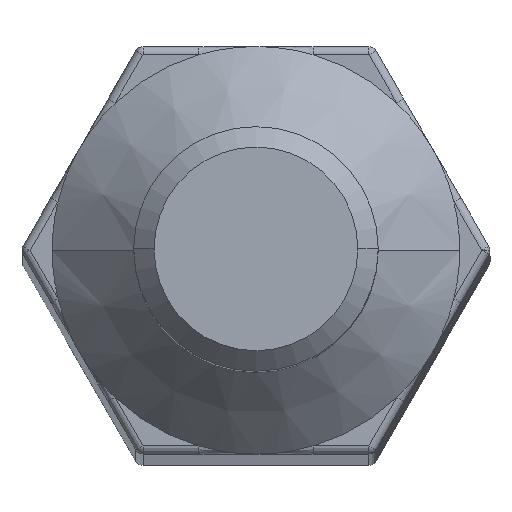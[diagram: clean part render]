
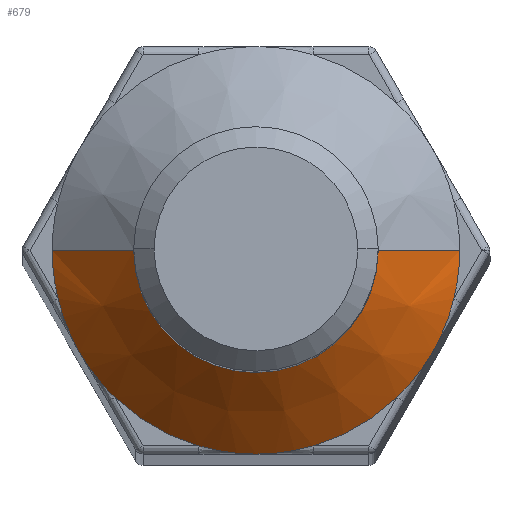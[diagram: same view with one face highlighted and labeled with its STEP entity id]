
A CAD part, top view. The second image highlights one B-rep face of the part: STEP entity #679.
In plain terms, the highlighted conical face has half-angle 45 degrees and reference radius 1.5 mm.
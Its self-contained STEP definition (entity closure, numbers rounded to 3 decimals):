
#31 = CIRCLE ( 'NONE', #673, 2.5 ) ;
#40 = EDGE_CURVE ( 'NONE', #985, #701, #392, .T. ) ;
#51 = AXIS2_PLACEMENT_3D ( 'NONE', #925, #2172, #1140 ) ;
#62 = CIRCLE ( 'NONE', #938, 2.5 ) ;
#74 = ORIENTED_EDGE ( 'NONE', *, *, #936, .T. ) ;
#86 = CARTESIAN_POINT ( 'NONE',  ( 2.428, -0.594, 0. ) ) ;
#93 = DIRECTION ( 'NONE',  ( -1., 0., 0. ) ) ;
#94 = DIRECTION ( 'NONE',  ( 0., 0., -1. ) ) ;
#100 = CARTESIAN_POINT ( 'NONE',  ( 0., 0., 1. ) ) ;
#111 = CARTESIAN_POINT ( 'NONE',  ( 0., 0., 0. ) ) ;
#129 = ORIENTED_EDGE ( 'NONE', *, *, #1863, .T. ) ;
#149 = CARTESIAN_POINT ( 'NONE',  ( 0., 0., 0. ) ) ;
#156 = VERTEX_POINT ( 'NONE', #466 ) ;
#171 = AXIS2_PLACEMENT_3D ( 'NONE', #245, #1560, #420 ) ;
#174 = AXIS2_PLACEMENT_3D ( 'NONE', #1732, #558, #1894 ) ;
#184 = CARTESIAN_POINT ( 'NONE',  ( 0., 0., 0. ) ) ;
#199 = AXIS2_PLACEMENT_3D ( 'NONE', #225, #1531, #399 ) ;
#205 = CARTESIAN_POINT ( 'NONE',  ( 0., 0., 0. ) ) ;
#213 = AXIS2_PLACEMENT_3D ( 'NONE', #205, #1510, #376 ) ;
#225 = CARTESIAN_POINT ( 'NONE',  ( 0., 0., 0. ) ) ;
#232 = EDGE_LOOP ( 'NONE', ( #2065, #1892, #728, #1956, #784, #857, #2221, #818, #2248, #129, #1204, #74, #397 ) ) ;
#245 = CARTESIAN_POINT ( 'NONE',  ( 0., 0., 0. ) ) ;
#249 = EDGE_CURVE ( 'NONE', #1793, #156, #62, .T. ) ;
#263 = CIRCLE ( 'NONE', #585, 2.5 ) ;
#270 = CARTESIAN_POINT ( 'NONE',  ( 1.728, -1.806, 0. ) ) ;
#272 = LINE ( 'NONE', #1061, #299 ) ;
#278 = DIRECTION ( 'NONE',  ( 1., 0., 0. ) ) ;
#299 = VECTOR ( 'NONE', #501, 1000. ) ;
#314 = DIRECTION ( 'NONE',  ( 0., 0., 1. ) ) ;
#315 = DIRECTION ( 'NONE',  ( 1., 0., 0. ) ) ;
#316 = EDGE_CURVE ( 'NONE', #717, #1793, #31, .T. ) ;
#326 = DIRECTION ( 'NONE',  ( 0.707, 0., -0.707 ) ) ;
#352 = DIRECTION ( 'NONE',  ( 1., 0., 0. ) ) ;
#376 = DIRECTION ( 'NONE',  ( 1., 0., 0. ) ) ;
#392 = CIRCLE ( 'NONE', #1444, 1.5 ) ;
#397 = ORIENTED_EDGE ( 'NONE', *, *, #1802, .T. ) ;
#399 = DIRECTION ( 'NONE',  ( 1., 0., 0. ) ) ;
#420 = DIRECTION ( 'NONE',  ( 1., 0., 0. ) ) ;
#435 = CONICAL_SURFACE ( 'NONE', #1871, 1.5, 0.785 ) ;
#440 = CARTESIAN_POINT ( 'NONE',  ( -2.5, 0., 0. ) ) ;
#466 = CARTESIAN_POINT ( 'NONE',  ( 0.7, -2.4, 0. ) ) ;
#478 = DIRECTION ( 'NONE',  ( 0., 0., 1. ) ) ;
#494 = EDGE_CURVE ( 'NONE', #1318, #982, #263, .T. ) ;
#501 = DIRECTION ( 'NONE',  ( -0.707, 0., -0.707 ) ) ;
#546 = DIRECTION ( 'NONE',  ( 0., 0., -1. ) ) ;
#558 = DIRECTION ( 'NONE',  ( 0., 0., 1. ) ) ;
#585 = AXIS2_PLACEMENT_3D ( 'NONE', #184, #1483, #352 ) ;
#603 = CIRCLE ( 'NONE', #213, 2.5 ) ;
#667 = VERTEX_POINT ( 'NONE', #918 ) ;
#673 = AXIS2_PLACEMENT_3D ( 'NONE', #1440, #314, #1651 ) ;
#679 = ADVANCED_FACE ( 'NONE', ( #739 ), #435, .T. ) ;
#701 = VERTEX_POINT ( 'NONE', #1562 ) ;
#717 = VERTEX_POINT ( 'NONE', #1576 ) ;
#718 = DIRECTION ( 'NONE',  ( -1., 0., 0. ) ) ;
#724 = VERTEX_POINT ( 'NONE', #86 ) ;
#728 = ORIENTED_EDGE ( 'NONE', *, *, #1910, .T. ) ;
#739 = FACE_OUTER_BOUND ( 'NONE', #232, .T. ) ;
#748 = VERTEX_POINT ( 'NONE', #270 ) ;
#784 = ORIENTED_EDGE ( 'NONE', *, *, #901, .T. ) ;
#818 = ORIENTED_EDGE ( 'NONE', *, *, #316, .T. ) ;
#857 = ORIENTED_EDGE ( 'NONE', *, *, #1632, .T. ) ;
#892 = VERTEX_POINT ( 'NONE', #1700 ) ;
#901 = EDGE_CURVE ( 'NONE', #982, #1297, #603, .T. ) ;
#918 = CARTESIAN_POINT ( 'NONE',  ( 2.165, -1.25, 0. ) ) ;
#925 = CARTESIAN_POINT ( 'NONE',  ( 0., 0., 0. ) ) ;
#936 = EDGE_CURVE ( 'NONE', #667, #724, #1830, .T. ) ;
#938 = AXIS2_PLACEMENT_3D ( 'NONE', #1637, #478, #1817 ) ;
#949 = EDGE_CURVE ( 'NONE', #748, #667, #1805, .T. ) ;
#982 = VERTEX_POINT ( 'NONE', #1552 ) ;
#985 = VERTEX_POINT ( 'NONE', #1339 ) ;
#992 = EDGE_CURVE ( 'NONE', #892, #717, #1876, .T. ) ;
#1061 = CARTESIAN_POINT ( 'NONE',  ( -1.5, 0., 1. ) ) ;
#1108 = CIRCLE ( 'NONE', #1928, 2.5 ) ;
#1140 = DIRECTION ( 'NONE',  ( 1., 0., 0. ) ) ;
#1193 = CARTESIAN_POINT ( 'NONE',  ( 2.5, 0., 0. ) ) ;
#1204 = ORIENTED_EDGE ( 'NONE', *, *, #949, .T. ) ;
#1207 = CARTESIAN_POINT ( 'NONE',  ( -2.165, -1.25, 0. ) ) ;
#1236 = EDGE_CURVE ( 'NONE', #985, #1377, #2163, .T. ) ;
#1297 = VERTEX_POINT ( 'NONE', #1207 ) ;
#1318 = VERTEX_POINT ( 'NONE', #440 ) ;
#1339 = CARTESIAN_POINT ( 'NONE',  ( 1.5, 0., 1. ) ) ;
#1377 = VERTEX_POINT ( 'NONE', #1193 ) ;
#1394 = DIRECTION ( 'NONE',  ( 0., 0., 1. ) ) ;
#1440 = CARTESIAN_POINT ( 'NONE',  ( 0., 0., 0. ) ) ;
#1442 = DIRECTION ( 'NONE',  ( 0., 0., 1. ) ) ;
#1444 = AXIS2_PLACEMENT_3D ( 'NONE', #100, #94, #93 ) ;
#1445 = CIRCLE ( 'NONE', #2020, 2.5 ) ;
#1483 = DIRECTION ( 'NONE',  ( 0., 0., 1. ) ) ;
#1510 = DIRECTION ( 'NONE',  ( 0., 0., 1. ) ) ;
#1531 = DIRECTION ( 'NONE',  ( 0., 0., 1. ) ) ;
#1552 = CARTESIAN_POINT ( 'NONE',  ( -2.428, -0.594, 0. ) ) ;
#1560 = DIRECTION ( 'NONE',  ( 0., 0., 1. ) ) ;
#1562 = CARTESIAN_POINT ( 'NONE',  ( -1.5, 0., 1. ) ) ;
#1576 = CARTESIAN_POINT ( 'NONE',  ( -0.7, -2.4, 0. ) ) ;
#1632 = EDGE_CURVE ( 'NONE', #1297, #892, #1667, .T. ) ;
#1637 = CARTESIAN_POINT ( 'NONE',  ( 0., 0., 0. ) ) ;
#1651 = DIRECTION ( 'NONE',  ( 1., 0., 0. ) ) ;
#1662 = CARTESIAN_POINT ( 'NONE',  ( 1.5, 0., 1. ) ) ;
#1667 = CIRCLE ( 'NONE', #199, 2.5 ) ;
#1700 = CARTESIAN_POINT ( 'NONE',  ( -1.728, -1.806, 0. ) ) ;
#1732 = CARTESIAN_POINT ( 'NONE',  ( 0., 0., 0. ) ) ;
#1786 = CARTESIAN_POINT ( 'NONE',  ( 0., -2.5, 0. ) ) ;
#1793 = VERTEX_POINT ( 'NONE', #1786 ) ;
#1802 = EDGE_CURVE ( 'NONE', #724, #1377, #1445, .T. ) ;
#1805 = CIRCLE ( 'NONE', #174, 2.5 ) ;
#1817 = DIRECTION ( 'NONE',  ( 1., 0., 0. ) ) ;
#1830 = CIRCLE ( 'NONE', #51, 2.5 ) ;
#1863 = EDGE_CURVE ( 'NONE', #156, #748, #1108, .T. ) ;
#1871 = AXIS2_PLACEMENT_3D ( 'NONE', #2181, #546, #718 ) ;
#1876 = CIRCLE ( 'NONE', #171, 2.5 ) ;
#1892 = ORIENTED_EDGE ( 'NONE', *, *, #40, .T. ) ;
#1894 = DIRECTION ( 'NONE',  ( 1., 0., 0. ) ) ;
#1910 = EDGE_CURVE ( 'NONE', #701, #1318, #272, .T. ) ;
#1928 = AXIS2_PLACEMENT_3D ( 'NONE', #149, #1442, #315 ) ;
#1956 = ORIENTED_EDGE ( 'NONE', *, *, #494, .T. ) ;
#2020 = AXIS2_PLACEMENT_3D ( 'NONE', #111, #1394, #278 ) ;
#2065 = ORIENTED_EDGE ( 'NONE', *, *, #1236, .F. ) ;
#2147 = VECTOR ( 'NONE', #326, 1000. ) ;
#2163 = LINE ( 'NONE', #1662, #2147 ) ;
#2172 = DIRECTION ( 'NONE',  ( 0., 0., 1. ) ) ;
#2181 = CARTESIAN_POINT ( 'NONE',  ( 0., 0., 1. ) ) ;
#2221 = ORIENTED_EDGE ( 'NONE', *, *, #992, .T. ) ;
#2248 = ORIENTED_EDGE ( 'NONE', *, *, #249, .T. ) ;
